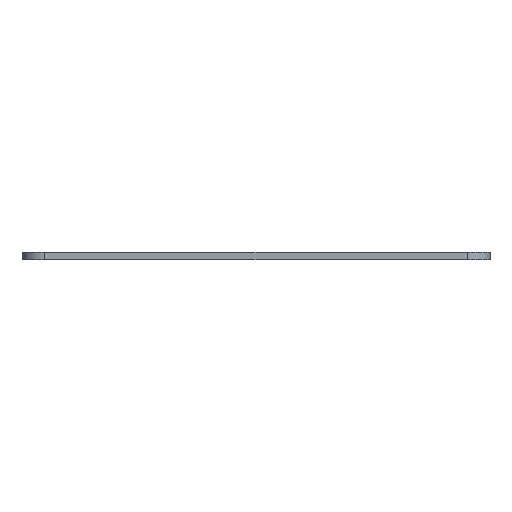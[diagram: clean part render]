
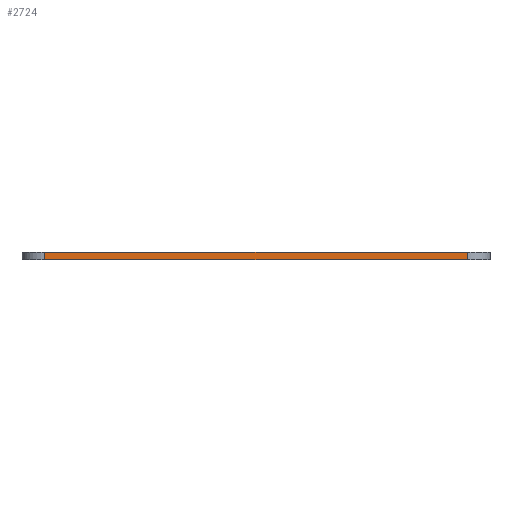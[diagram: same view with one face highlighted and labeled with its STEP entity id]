
A CAD part, left-side view. The second image highlights one B-rep face of the part: STEP entity #2724.
In plain terms, the highlighted planar face has unit normal (-1, 0, 0).
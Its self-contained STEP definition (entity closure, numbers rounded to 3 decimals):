
#84 = PLANE('',#85);
#85 = AXIS2_PLACEMENT_3D('',#86,#87,#88);
#86 = CARTESIAN_POINT('',(145.415,-99.06,1.6));
#87 = DIRECTION('',(0.,0.,1.));
#88 = DIRECTION('',(1.,0.,-0.));
#139 = PLANE('',#140);
#140 = AXIS2_PLACEMENT_3D('',#141,#142,#143);
#141 = CARTESIAN_POINT('',(145.415,-99.06,0.));
#142 = DIRECTION('',(0.,0.,1.));
#143 = DIRECTION('',(1.,0.,-0.));
#194 = CYLINDRICAL_SURFACE('',#195,5.08);
#195 = AXIS2_PLACEMENT_3D('',#196,#197,#198);
#196 = CARTESIAN_POINT('',(81.915,-146.05,0.));
#197 = DIRECTION('',(-0.,-0.,-1.));
#198 = DIRECTION('',(1.,0.,-0.));
#361 = VERTEX_POINT('',#362);
#362 = CARTESIAN_POINT('',(76.835,-52.07,0.));
#377 = CYLINDRICAL_SURFACE('',#378,5.08);
#378 = AXIS2_PLACEMENT_3D('',#379,#380,#381);
#379 = CARTESIAN_POINT('',(81.915,-52.07,0.));
#380 = DIRECTION('',(-0.,-0.,-1.));
#381 = DIRECTION('',(1.,0.,-0.));
#389 = EDGE_CURVE('',#390,#361,#392,.T.);
#390 = VERTEX_POINT('',#391);
#391 = CARTESIAN_POINT('',(76.835,-146.05,0.));
#392 = SURFACE_CURVE('',#393,(#397,#404),.PCURVE_S1.);
#393 = LINE('',#394,#395);
#394 = CARTESIAN_POINT('',(76.835,-146.05,0.));
#395 = VECTOR('',#396,1.);
#396 = DIRECTION('',(0.,1.,0.));
#397 = PCURVE('',#139,#398);
#398 = DEFINITIONAL_REPRESENTATION('',(#399),#403);
#399 = LINE('',#400,#401);
#400 = CARTESIAN_POINT('',(-68.58,-46.99));
#401 = VECTOR('',#402,1.);
#402 = DIRECTION('',(0.,1.));
#403 = ( GEOMETRIC_REPRESENTATION_CONTEXT(2) 
PARAMETRIC_REPRESENTATION_CONTEXT() REPRESENTATION_CONTEXT('2D SPACE',''
  ) );
#404 = PCURVE('',#405,#410);
#405 = PLANE('',#406);
#406 = AXIS2_PLACEMENT_3D('',#407,#408,#409);
#407 = CARTESIAN_POINT('',(76.835,-146.05,0.));
#408 = DIRECTION('',(-1.,0.,0.));
#409 = DIRECTION('',(0.,1.,0.));
#410 = DEFINITIONAL_REPRESENTATION('',(#411),#415);
#411 = LINE('',#412,#413);
#412 = CARTESIAN_POINT('',(0.,0.));
#413 = VECTOR('',#414,1.);
#414 = DIRECTION('',(1.,0.));
#415 = ( GEOMETRIC_REPRESENTATION_CONTEXT(2) 
PARAMETRIC_REPRESENTATION_CONTEXT() REPRESENTATION_CONTEXT('2D SPACE',''
  ) );
#1640 = VERTEX_POINT('',#1641);
#1641 = CARTESIAN_POINT('',(76.835,-52.07,1.6));
#1663 = EDGE_CURVE('',#1664,#1640,#1666,.T.);
#1664 = VERTEX_POINT('',#1665);
#1665 = CARTESIAN_POINT('',(76.835,-146.05,1.6));
#1666 = SURFACE_CURVE('',#1667,(#1671,#1678),.PCURVE_S1.);
#1667 = LINE('',#1668,#1669);
#1668 = CARTESIAN_POINT('',(76.835,-146.05,1.6));
#1669 = VECTOR('',#1670,1.);
#1670 = DIRECTION('',(0.,1.,0.));
#1671 = PCURVE('',#84,#1672);
#1672 = DEFINITIONAL_REPRESENTATION('',(#1673),#1677);
#1673 = LINE('',#1674,#1675);
#1674 = CARTESIAN_POINT('',(-68.58,-46.99));
#1675 = VECTOR('',#1676,1.);
#1676 = DIRECTION('',(0.,1.));
#1677 = ( GEOMETRIC_REPRESENTATION_CONTEXT(2) 
PARAMETRIC_REPRESENTATION_CONTEXT() REPRESENTATION_CONTEXT('2D SPACE',''
  ) );
#1678 = PCURVE('',#405,#1679);
#1679 = DEFINITIONAL_REPRESENTATION('',(#1680),#1684);
#1680 = LINE('',#1681,#1682);
#1681 = CARTESIAN_POINT('',(0.,-1.6));
#1682 = VECTOR('',#1683,1.);
#1683 = DIRECTION('',(1.,0.));
#1684 = ( GEOMETRIC_REPRESENTATION_CONTEXT(2) 
PARAMETRIC_REPRESENTATION_CONTEXT() REPRESENTATION_CONTEXT('2D SPACE',''
  ) );
#2674 = EDGE_CURVE('',#390,#1664,#2675,.T.);
#2675 = SURFACE_CURVE('',#2676,(#2680,#2687),.PCURVE_S1.);
#2676 = LINE('',#2677,#2678);
#2677 = CARTESIAN_POINT('',(76.835,-146.05,0.));
#2678 = VECTOR('',#2679,1.);
#2679 = DIRECTION('',(0.,0.,1.));
#2680 = PCURVE('',#194,#2681);
#2681 = DEFINITIONAL_REPRESENTATION('',(#2682),#2686);
#2682 = LINE('',#2683,#2684);
#2683 = CARTESIAN_POINT('',(-3.142,0.));
#2684 = VECTOR('',#2685,1.);
#2685 = DIRECTION('',(-0.,-1.));
#2686 = ( GEOMETRIC_REPRESENTATION_CONTEXT(2) 
PARAMETRIC_REPRESENTATION_CONTEXT() REPRESENTATION_CONTEXT('2D SPACE',''
  ) );
#2687 = PCURVE('',#405,#2688);
#2688 = DEFINITIONAL_REPRESENTATION('',(#2689),#2693);
#2689 = LINE('',#2690,#2691);
#2690 = CARTESIAN_POINT('',(0.,0.));
#2691 = VECTOR('',#2692,1.);
#2692 = DIRECTION('',(0.,-1.));
#2693 = ( GEOMETRIC_REPRESENTATION_CONTEXT(2) 
PARAMETRIC_REPRESENTATION_CONTEXT() REPRESENTATION_CONTEXT('2D SPACE',''
  ) );
#2724 = ADVANCED_FACE('',(#2725),#405,.T.);
#2725 = FACE_BOUND('',#2726,.T.);
#2726 = EDGE_LOOP('',(#2727,#2728,#2729,#2750));
#2727 = ORIENTED_EDGE('',*,*,#2674,.T.);
#2728 = ORIENTED_EDGE('',*,*,#1663,.T.);
#2729 = ORIENTED_EDGE('',*,*,#2730,.F.);
#2730 = EDGE_CURVE('',#361,#1640,#2731,.T.);
#2731 = SURFACE_CURVE('',#2732,(#2736,#2743),.PCURVE_S1.);
#2732 = LINE('',#2733,#2734);
#2733 = CARTESIAN_POINT('',(76.835,-52.07,0.));
#2734 = VECTOR('',#2735,1.);
#2735 = DIRECTION('',(0.,0.,1.));
#2736 = PCURVE('',#405,#2737);
#2737 = DEFINITIONAL_REPRESENTATION('',(#2738),#2742);
#2738 = LINE('',#2739,#2740);
#2739 = CARTESIAN_POINT('',(93.98,0.));
#2740 = VECTOR('',#2741,1.);
#2741 = DIRECTION('',(0.,-1.));
#2742 = ( GEOMETRIC_REPRESENTATION_CONTEXT(2) 
PARAMETRIC_REPRESENTATION_CONTEXT() REPRESENTATION_CONTEXT('2D SPACE',''
  ) );
#2743 = PCURVE('',#377,#2744);
#2744 = DEFINITIONAL_REPRESENTATION('',(#2745),#2749);
#2745 = LINE('',#2746,#2747);
#2746 = CARTESIAN_POINT('',(-3.142,0.));
#2747 = VECTOR('',#2748,1.);
#2748 = DIRECTION('',(-0.,-1.));
#2749 = ( GEOMETRIC_REPRESENTATION_CONTEXT(2) 
PARAMETRIC_REPRESENTATION_CONTEXT() REPRESENTATION_CONTEXT('2D SPACE',''
  ) );
#2750 = ORIENTED_EDGE('',*,*,#389,.F.);
